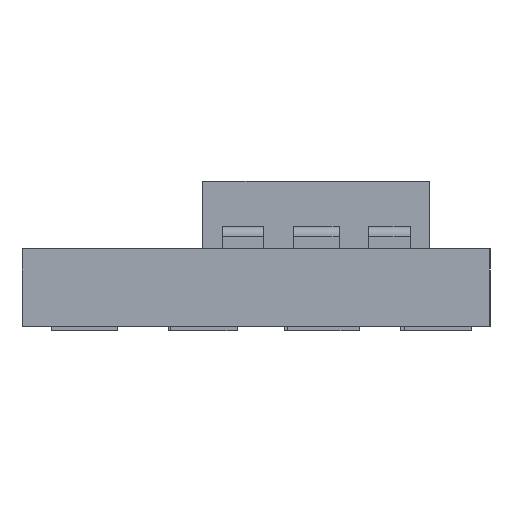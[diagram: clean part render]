
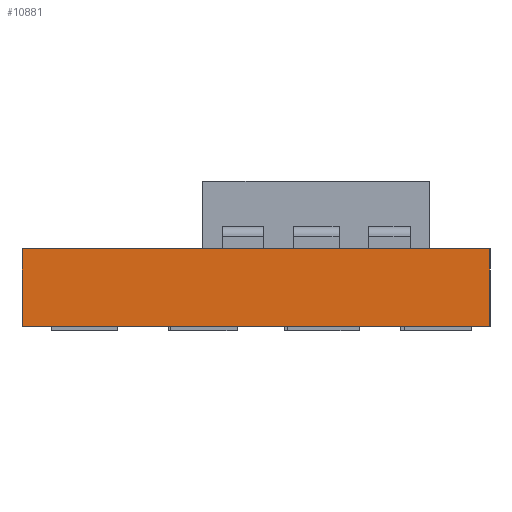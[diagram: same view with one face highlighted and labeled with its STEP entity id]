
A CAD part, left-side view. The second image highlights one B-rep face of the part: STEP entity #10881.
In plain terms, the highlighted planar face has unit normal (-1, 0, 0).
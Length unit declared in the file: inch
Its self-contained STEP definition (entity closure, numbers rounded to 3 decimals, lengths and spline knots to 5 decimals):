
#101 = DIRECTION ( 'NONE',  ( 0., -1., 0. ) ) ;
#1092 = VECTOR ( 'NONE', #6152, 39.37008 ) ;
#1222 = ORIENTED_EDGE ( 'NONE', *, *, #5531, .F. ) ;
#1517 = VECTOR ( 'NONE', #101, 39.37008 ) ;
#1631 = VERTEX_POINT ( 'NONE', #14090 ) ;
#1741 = EDGE_LOOP ( 'NONE', ( #8068, #1222, #7702, #11561 ) ) ;
#2625 = LINE ( 'NONE', #7315, #1092 ) ;
#3294 = DIRECTION ( 'NONE',  ( 0., 0., -1. ) ) ;
#3302 = EDGE_CURVE ( 'NONE', #12037, #3379, #4731, .T. ) ;
#3379 = VERTEX_POINT ( 'NONE', #6036 ) ;
#3731 = VECTOR ( 'NONE', #14957, 39.37008 ) ;
#4305 = EDGE_CURVE ( 'NONE', #12037, #7659, #10186, .T. ) ;
#4731 = LINE ( 'NONE', #5805, #1517 ) ;
#5319 = CARTESIAN_POINT ( 'NONE',  ( -1.00591, 0.20039, -0.03247 ) ) ;
#5531 = EDGE_CURVE ( 'NONE', #3379, #1631, #15312, .T. ) ;
#5805 = CARTESIAN_POINT ( 'NONE',  ( -1.00591, 0.20039, 0.03406 ) ) ;
#6036 = CARTESIAN_POINT ( 'NONE',  ( -1.00591, -0.20197, 0.03406 ) ) ;
#6152 = DIRECTION ( 'NONE',  ( 0., -1., 0. ) ) ;
#6416 = CARTESIAN_POINT ( 'NONE',  ( -1.00591, 0.20039, 0.03406 ) ) ;
#7315 = CARTESIAN_POINT ( 'NONE',  ( -1.00591, 0.20039, -0.03247 ) ) ;
#7480 = VECTOR ( 'NONE', #3294, 39.37008 ) ;
#7659 = VERTEX_POINT ( 'NONE', #5319 ) ;
#7702 = ORIENTED_EDGE ( 'NONE', *, *, #3302, .F. ) ;
#7954 = EDGE_CURVE ( 'NONE', #7659, #1631, #2625, .T. ) ;
#8068 = ORIENTED_EDGE ( 'NONE', *, *, #7954, .T. ) ;
#8832 = AXIS2_PLACEMENT_3D ( 'NONE', #13739, #13819, #10086 ) ;
#9025 = PLANE ( 'NONE',  #8832 ) ;
#9050 = CARTESIAN_POINT ( 'NONE',  ( -1.00591, 0.20039, 0.03406 ) ) ;
#9171 = CARTESIAN_POINT ( 'NONE',  ( -1.00591, -0.20197, 0.03406 ) ) ;
#10086 = DIRECTION ( 'NONE',  ( 0., 1., 0. ) ) ;
#10186 = LINE ( 'NONE', #9050, #3731 ) ;
#10881 = ADVANCED_FACE ( 'NONE', ( #11487 ), #9025, .F. ) ;
#11487 = FACE_OUTER_BOUND ( 'NONE', #1741, .T. ) ;
#11561 = ORIENTED_EDGE ( 'NONE', *, *, #4305, .T. ) ;
#12037 = VERTEX_POINT ( 'NONE', #6416 ) ;
#13739 = CARTESIAN_POINT ( 'NONE',  ( -1.00591, 0.20039, 0.03406 ) ) ;
#13819 = DIRECTION ( 'NONE',  ( 1., 0., 0. ) ) ;
#14090 = CARTESIAN_POINT ( 'NONE',  ( -1.00591, -0.20197, -0.03247 ) ) ;
#14957 = DIRECTION ( 'NONE',  ( 0., 0., -1. ) ) ;
#15312 = LINE ( 'NONE', #9171, #7480 ) ;
